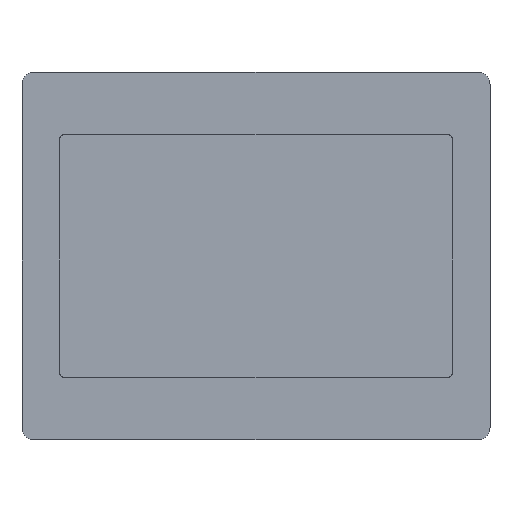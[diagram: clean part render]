
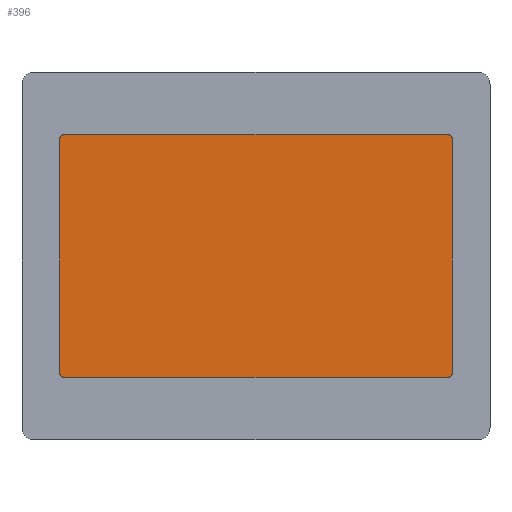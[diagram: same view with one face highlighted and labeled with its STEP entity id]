
A CAD part, top view. The second image highlights one B-rep face of the part: STEP entity #396.
In plain terms, the highlighted planar face has unit normal (0, 0, 1).
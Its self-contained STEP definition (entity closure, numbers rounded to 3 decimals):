
#130=CARTESIAN_POINT('',(11.5,48.5,33.5));
#131=VERTEX_POINT('',#130);
#132=CARTESIAN_POINT('',(9.5,46.5,33.5));
#133=VERTEX_POINT('',#132);
#134=CARTESIAN_POINT('',(11.5,46.5,33.5));
#135=DIRECTION('',(0.0,0.0,1.0));
#136=DIRECTION('',(0.0,-1.0,0.0));
#137=AXIS2_PLACEMENT_3D('',#134,#135,#136);
#138=CIRCLE('',#137,2.);
#139=EDGE_CURVE('',#131,#133,#138,.T.);
#172=CARTESIAN_POINT('',(9.5,-46.5,33.5));
#173=VERTEX_POINT('',#172);
#174=CARTESIAN_POINT('',(9.5,46.5,33.5));
#175=DIRECTION('',(0.0,-1.0,0.0));
#176=VECTOR('',#175,93.0);
#177=LINE('',#174,#176);
#178=EDGE_CURVE('',#133,#173,#177,.T.);
#203=CARTESIAN_POINT('',(11.5,-48.5,33.5));
#204=VERTEX_POINT('',#203);
#205=CARTESIAN_POINT('',(11.5,-46.5,33.5));
#206=DIRECTION('',(0.0,0.0,1.0));
#207=DIRECTION('',(1.0,0.0,0.0));
#208=AXIS2_PLACEMENT_3D('',#205,#206,#207);
#209=CIRCLE('',#208,2.);
#210=EDGE_CURVE('',#173,#204,#209,.T.);
#236=CARTESIAN_POINT('',(164.5,-48.5,33.5));
#237=VERTEX_POINT('',#236);
#238=CARTESIAN_POINT('',(11.5,-48.5,33.5));
#239=DIRECTION('',(1.0,0.0,0.0));
#240=VECTOR('',#239,153.0);
#241=LINE('',#238,#240);
#242=EDGE_CURVE('',#204,#237,#241,.T.);
#267=CARTESIAN_POINT('',(166.5,-46.5,33.5));
#268=VERTEX_POINT('',#267);
#269=CARTESIAN_POINT('',(164.5,-46.5,33.5));
#270=DIRECTION('',(0.0,0.0,1.0));
#271=DIRECTION('',(0.0,1.0,0.0));
#272=AXIS2_PLACEMENT_3D('',#269,#270,#271);
#273=CIRCLE('',#272,2.);
#274=EDGE_CURVE('',#237,#268,#273,.T.);
#300=CARTESIAN_POINT('',(166.5,46.5,33.5));
#301=VERTEX_POINT('',#300);
#302=CARTESIAN_POINT('',(166.5,-46.5,33.5));
#303=DIRECTION('',(0.0,1.0,0.0));
#304=VECTOR('',#303,93.);
#305=LINE('',#302,#304);
#306=EDGE_CURVE('',#268,#301,#305,.T.);
#331=CARTESIAN_POINT('',(164.5,48.5,33.5));
#332=VERTEX_POINT('',#331);
#333=CARTESIAN_POINT('',(164.5,46.5,33.5));
#334=DIRECTION('',(0.0,0.0,1.0));
#335=DIRECTION('',(-1.0,0.0,0.0));
#336=AXIS2_PLACEMENT_3D('',#333,#334,#335);
#337=CIRCLE('',#336,2.);
#338=EDGE_CURVE('',#301,#332,#337,.T.);
#364=CARTESIAN_POINT('',(164.5,48.5,33.5));
#365=DIRECTION('',(-1.0,0.0,0.0));
#366=VECTOR('',#365,153.0);
#367=LINE('',#364,#366);
#368=EDGE_CURVE('',#332,#131,#367,.T.);
#381=CARTESIAN_POINT('',(88.,0.,33.5));
#382=DIRECTION('',(0.0,0.0,1.0));
#383=DIRECTION('',(1.0,0.0,0.0));
#384=AXIS2_PLACEMENT_3D('',#381,#382,#383);
#385=PLANE('',#384);
#386=ORIENTED_EDGE('',*,*,#139,.T.);
#387=ORIENTED_EDGE('',*,*,#178,.T.);
#388=ORIENTED_EDGE('',*,*,#210,.T.);
#389=ORIENTED_EDGE('',*,*,#242,.T.);
#390=ORIENTED_EDGE('',*,*,#274,.T.);
#391=ORIENTED_EDGE('',*,*,#306,.T.);
#392=ORIENTED_EDGE('',*,*,#338,.T.);
#393=ORIENTED_EDGE('',*,*,#368,.T.);
#394=EDGE_LOOP('',(#386,#387,#388,#389,#390,#391,#392,#393));
#395=FACE_OUTER_BOUND('',#394,.T.);
#396=ADVANCED_FACE('',(#395),#385,.T.);
